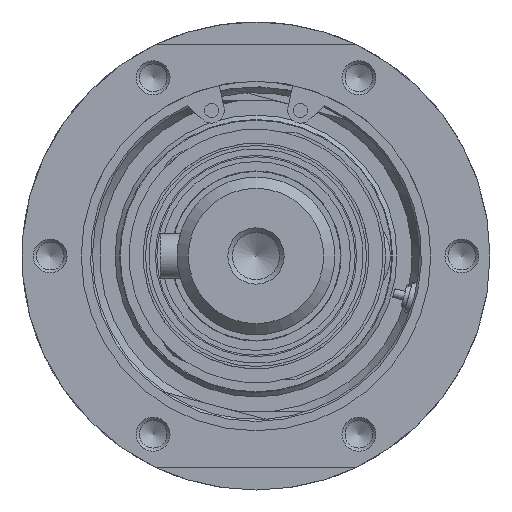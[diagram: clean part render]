
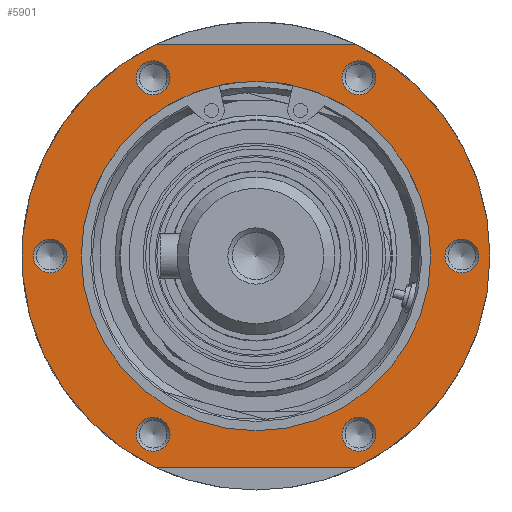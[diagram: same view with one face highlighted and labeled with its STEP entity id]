
A CAD part, left-side view. The second image highlights one B-rep face of the part: STEP entity #5901.
In plain terms, the highlighted planar face has unit normal (-1, 0, 0).
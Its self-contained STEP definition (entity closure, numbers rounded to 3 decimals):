
#117=FACE_BOUND('',#746,.T.);
#118=FACE_BOUND('',#747,.T.);
#119=FACE_BOUND('',#748,.T.);
#120=FACE_BOUND('',#749,.T.);
#121=FACE_BOUND('',#750,.T.);
#122=FACE_BOUND('',#751,.T.);
#123=FACE_BOUND('',#752,.T.);
#174=PLANE('',#6303);
#403=FACE_OUTER_BOUND('',#745,.T.);
#745=EDGE_LOOP('',(#3852,#3853,#3854,#3855,#3856));
#746=EDGE_LOOP('',(#3857));
#747=EDGE_LOOP('',(#3858));
#748=EDGE_LOOP('',(#3859));
#749=EDGE_LOOP('',(#3860,#3861));
#750=EDGE_LOOP('',(#3862));
#751=EDGE_LOOP('',(#3863));
#752=EDGE_LOOP('',(#3864));
#1126=LINE('',#8993,#1524);
#1130=LINE('',#9004,#1528);
#1524=VECTOR('',#7070,10.);
#1528=VECTOR('',#7080,10.);
#1930=CIRCLE('',#6296,41.5);
#1931=CIRCLE('',#6297,41.5);
#1932=CIRCLE('',#6298,41.5);
#1933=CIRCLE('',#6300,3.);
#1936=CIRCLE('',#6304,3.);
#1937=CIRCLE('',#6305,3.);
#1938=CIRCLE('',#6306,3.);
#1939=CIRCLE('',#6307,31.);
#1940=CIRCLE('',#6308,31.);
#1941=CIRCLE('',#6309,3.);
#1942=CIRCLE('',#6310,3.);
#2333=VERTEX_POINT('',#8990);
#2334=VERTEX_POINT('',#8992);
#2337=VERTEX_POINT('',#9001);
#2338=VERTEX_POINT('',#9003);
#2341=VERTEX_POINT('',#9011);
#2342=VERTEX_POINT('',#9017);
#2345=VERTEX_POINT('',#9025);
#2346=VERTEX_POINT('',#9027);
#2347=VERTEX_POINT('',#9029);
#2348=VERTEX_POINT('',#9031);
#2349=VERTEX_POINT('',#9032);
#2350=VERTEX_POINT('',#9035);
#2351=VERTEX_POINT('',#9037);
#2931=EDGE_CURVE('',#2334,#2333,#1126,.T.);
#2936=EDGE_CURVE('',#2338,#2337,#1130,.T.);
#2941=EDGE_CURVE('',#2341,#2333,#1930,.T.);
#2942=EDGE_CURVE('',#2334,#2337,#1931,.T.);
#2943=EDGE_CURVE('',#2338,#2341,#1932,.T.);
#2944=EDGE_CURVE('',#2342,#2342,#1933,.T.);
#2948=EDGE_CURVE('',#2345,#2345,#1936,.T.);
#2949=EDGE_CURVE('',#2346,#2346,#1937,.T.);
#2950=EDGE_CURVE('',#2347,#2347,#1938,.T.);
#2951=EDGE_CURVE('',#2348,#2349,#1939,.T.);
#2952=EDGE_CURVE('',#2349,#2348,#1940,.T.);
#2953=EDGE_CURVE('',#2350,#2350,#1941,.T.);
#2954=EDGE_CURVE('',#2351,#2351,#1942,.T.);
#3852=ORIENTED_EDGE('',*,*,#2931,.T.);
#3853=ORIENTED_EDGE('',*,*,#2941,.F.);
#3854=ORIENTED_EDGE('',*,*,#2943,.F.);
#3855=ORIENTED_EDGE('',*,*,#2936,.T.);
#3856=ORIENTED_EDGE('',*,*,#2942,.F.);
#3857=ORIENTED_EDGE('',*,*,#2948,.F.);
#3858=ORIENTED_EDGE('',*,*,#2949,.F.);
#3859=ORIENTED_EDGE('',*,*,#2950,.F.);
#3860=ORIENTED_EDGE('',*,*,#2951,.T.);
#3861=ORIENTED_EDGE('',*,*,#2952,.T.);
#3862=ORIENTED_EDGE('',*,*,#2953,.F.);
#3863=ORIENTED_EDGE('',*,*,#2954,.F.);
#3864=ORIENTED_EDGE('',*,*,#2944,.F.);
#5901=ADVANCED_FACE('',(#403,#117,#118,#119,#120,#121,#122,#123),#174,.T.);
#6296=AXIS2_PLACEMENT_3D('',#9013,#7089,#7090);
#6297=AXIS2_PLACEMENT_3D('',#9014,#7091,#7092);
#6298=AXIS2_PLACEMENT_3D('',#9015,#7093,#7094);
#6300=AXIS2_PLACEMENT_3D('',#9018,#7097,#7098);
#6303=AXIS2_PLACEMENT_3D('',#9024,#7104,#7105);
#6304=AXIS2_PLACEMENT_3D('',#9026,#7106,#7107);
#6305=AXIS2_PLACEMENT_3D('',#9028,#7108,#7109);
#6306=AXIS2_PLACEMENT_3D('',#9030,#7110,#7111);
#6307=AXIS2_PLACEMENT_3D('',#9033,#7112,#7113);
#6308=AXIS2_PLACEMENT_3D('',#9034,#7114,#7115);
#6309=AXIS2_PLACEMENT_3D('',#9036,#7116,#7117);
#6310=AXIS2_PLACEMENT_3D('',#9038,#7118,#7119);
#7070=DIRECTION('',(0.,-1.,0.));
#7080=DIRECTION('',(0.,1.,0.));
#7089=DIRECTION('center_axis',(1.,0.,0.));
#7090=DIRECTION('ref_axis',(0.,1.,0.));
#7091=DIRECTION('center_axis',(1.,0.,0.));
#7092=DIRECTION('ref_axis',(0.,1.,0.));
#7093=DIRECTION('center_axis',(1.,0.,0.));
#7094=DIRECTION('ref_axis',(0.,1.,0.));
#7097=DIRECTION('center_axis',(-1.,0.,0.));
#7098=DIRECTION('ref_axis',(0.,0.866,0.5));
#7104=DIRECTION('center_axis',(-1.,0.,0.));
#7105=DIRECTION('ref_axis',(0.,0.,
1.));
#7106=DIRECTION('center_axis',(-1.,0.,0.));
#7107=DIRECTION('ref_axis',(0.,0.,
1.));
#7108=DIRECTION('center_axis',(-1.,0.,0.));
#7109=DIRECTION('ref_axis',(0.,-0.866,0.5));
#7110=DIRECTION('center_axis',(-1.,0.,0.));
#7111=DIRECTION('ref_axis',(0.,-0.866,-0.5));
#7112=DIRECTION('center_axis',(1.,0.,0.));
#7113=DIRECTION('ref_axis',(0.,1.,0.));
#7114=DIRECTION('center_axis',(1.,0.,0.));
#7115=DIRECTION('ref_axis',(0.,1.,0.));
#7116=DIRECTION('center_axis',(-1.,0.,0.));
#7117=DIRECTION('ref_axis',(0.,0.,-1.));
#7118=DIRECTION('center_axis',(-1.,0.,0.));
#7119=DIRECTION('ref_axis',(0.,0.866,-0.5));
#8990=CARTESIAN_POINT('',(-255.2,-17.776,-37.5));
#8992=CARTESIAN_POINT('',(-255.2,17.776,-37.5));
#8993=CARTESIAN_POINT('',(-255.2,4.214,-37.5));
#9001=CARTESIAN_POINT('',(-255.2,17.776,37.5));
#9003=CARTESIAN_POINT('',(-255.2,-17.776,37.5));
#9004=CARTESIAN_POINT('',(-255.2,32.036,37.5));
#9011=CARTESIAN_POINT('',(-255.2,-41.5,0.));
#9013=CARTESIAN_POINT('Origin',(-255.2,0.,0.));
#9014=CARTESIAN_POINT('Origin',(-255.2,0.,0.));
#9015=CARTESIAN_POINT('Origin',(-255.2,0.,0.));
#9017=CARTESIAN_POINT('',(-255.2,-20.848,30.11));
#9018=CARTESIAN_POINT('Origin',(-255.2,-18.25,31.61));
#9024=CARTESIAN_POINT('Origin',(-255.2,36.25,0.));
#9025=CARTESIAN_POINT('',(-255.2,-36.5,-3.));
#9026=CARTESIAN_POINT('Origin',(-255.2,-36.5,0.));
#9027=CARTESIAN_POINT('',(-255.2,-15.652,-33.11));
#9028=CARTESIAN_POINT('Origin',(-255.2,-18.25,-31.61));
#9029=CARTESIAN_POINT('',(-255.2,20.848,-30.11));
#9030=CARTESIAN_POINT('Origin',(-255.2,18.25,-31.61));
#9031=CARTESIAN_POINT('',(-255.2,31.,0.));
#9032=CARTESIAN_POINT('',(-255.2,-31.,0.));
#9033=CARTESIAN_POINT('Origin',(-255.2,0.,0.));
#9034=CARTESIAN_POINT('Origin',(-255.2,0.,0.));
#9035=CARTESIAN_POINT('',(-255.2,36.5,3.));
#9036=CARTESIAN_POINT('Origin',(-255.2,36.5,0.));
#9037=CARTESIAN_POINT('',(-255.2,15.652,33.11));
#9038=CARTESIAN_POINT('Origin',(-255.2,18.25,31.61));
